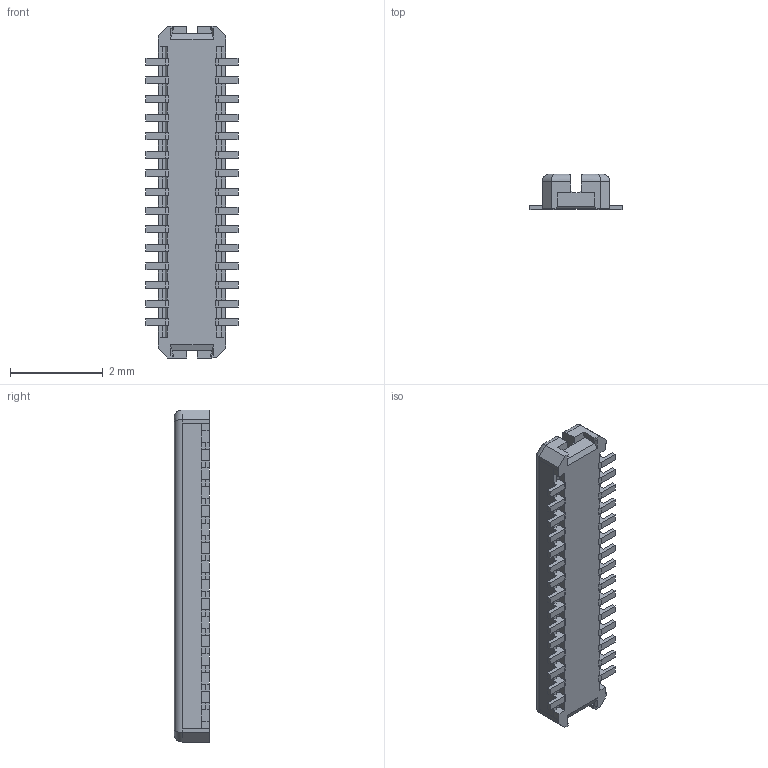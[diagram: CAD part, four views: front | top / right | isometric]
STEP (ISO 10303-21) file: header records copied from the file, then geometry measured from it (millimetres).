
FILE_DESCRIPTION(('CoCreate Modeling STEP Export'),'2;1');
FILE_NAME('DF37C-30DP.stp','2010-02-15T15:32:28',(''),(''),'CoCreate Modeling STEP processor for AP214 (Solid Model)','CoCreate Modeling 16.00B 02-Dec-2008 (C) Parametric Technology GmbH','');
FILE_SCHEMA(('AUTOMOTIVE_DESIGN { 1 0 10303 214 1 1 1 1 }'));
Length unit declared in the file: millimetre
Products named in the file (1): DF37-30DP
Bounding box: 1.98 x 0.76 x 7.14 mm (x, y, z)
Volume: 4.2 mm3; surface area: 46 mm2
Topology: 1 solids, 1 shells, 512 faces, 1442 edges, 932 vertices
Faces by surface type: plane 462, cylinder 50
Entity records: 15889 total; most frequent: ORIENTED_EDGE 2884, CARTESIAN_POINT 2820, DIRECTION 2474, EDGE_CURVE 1442, VECTOR 1302, LINE 1302, VERTEX_POINT 932, AXIS2_PLACEMENT_3D 586
